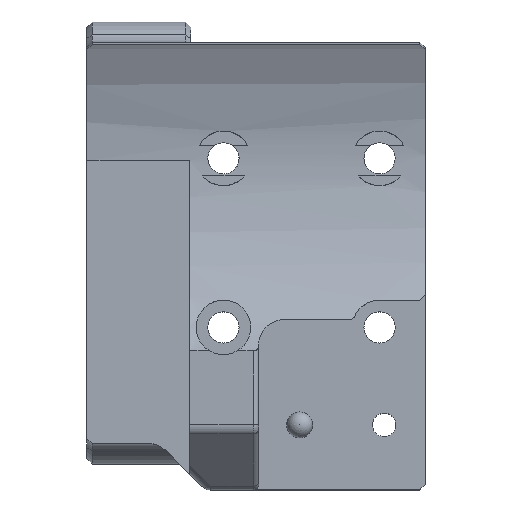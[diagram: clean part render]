
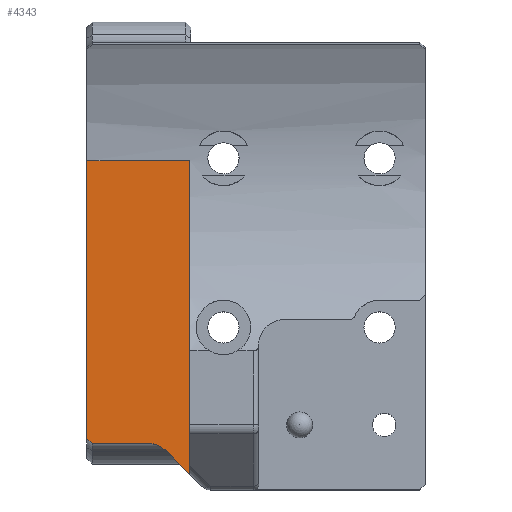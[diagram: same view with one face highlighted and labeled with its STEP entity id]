
A CAD part, top view. The second image highlights one B-rep face of the part: STEP entity #4343.
In plain terms, the highlighted planar face has unit normal (0, 0, 1).
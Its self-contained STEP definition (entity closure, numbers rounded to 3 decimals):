
#217=FACE_OUTER_BOUND('',#470,.T.);
#470=EDGE_LOOP('',(#2872,#2873,#2874,#2875,#2876,#2877,#2878));
#758=LINE('',#6381,#1166);
#762=LINE('',#6394,#1170);
#763=LINE('',#6396,#1171);
#764=LINE('',#6398,#1172);
#765=LINE('',#6401,#1173);
#766=LINE('',#6402,#1174);
#1166=VECTOR('',#5067,10.);
#1170=VECTOR('',#5077,10.);
#1171=VECTOR('',#5078,10.);
#1172=VECTOR('',#5079,10.);
#1173=VECTOR('',#5082,10.);
#1174=VECTOR('',#5083,10.);
#1576=CIRCLE('',#4614,2.);
#1769=VERTEX_POINT('',#6377);
#1771=VERTEX_POINT('',#6380);
#1776=VERTEX_POINT('',#6392);
#1777=VERTEX_POINT('',#6393);
#1778=VERTEX_POINT('',#6395);
#1779=VERTEX_POINT('',#6397);
#1780=VERTEX_POINT('',#6399);
#2192=EDGE_CURVE('',#1769,#1771,#758,.T.);
#2198=EDGE_CURVE('',#1776,#1777,#762,.T.);
#2199=EDGE_CURVE('',#1778,#1776,#763,.T.);
#2200=EDGE_CURVE('',#1779,#1778,#764,.T.);
#2201=EDGE_CURVE('',#1780,#1779,#1576,.T.);
#2202=EDGE_CURVE('',#1771,#1780,#765,.T.);
#2203=EDGE_CURVE('',#1769,#1777,#766,.T.);
#2872=ORIENTED_EDGE('',*,*,#2198,.F.);
#2873=ORIENTED_EDGE('',*,*,#2199,.F.);
#2874=ORIENTED_EDGE('',*,*,#2200,.F.);
#2875=ORIENTED_EDGE('',*,*,#2201,.F.);
#2876=ORIENTED_EDGE('',*,*,#2202,.F.);
#2877=ORIENTED_EDGE('',*,*,#2192,.F.);
#2878=ORIENTED_EDGE('',*,*,#2203,.T.);
#4214=PLANE('',#4613);
#4343=ADVANCED_FACE('',(#217),#4214,.T.);
#4613=AXIS2_PLACEMENT_3D('',#6391,#5075,#5076);
#4614=AXIS2_PLACEMENT_3D('',#6400,#5080,#5081);
#5067=DIRECTION('',(0.,-1.,0.));
#5075=DIRECTION('center_axis',(0.,0.,1.));
#5076=DIRECTION('ref_axis',(0.,-1.,0.));
#5077=DIRECTION('',(0.,1.,0.));
#5078=DIRECTION('',(-0.707,0.707,0.));
#5079=DIRECTION('',(-1.,0.,0.));
#5080=DIRECTION('center_axis',(0.,0.,1.));
#5081=DIRECTION('ref_axis',(0.,-1.,0.));
#5082=DIRECTION('',(-0.707,0.707,0.));
#5083=DIRECTION('',(-1.,0.,0.));
#6377=CARTESIAN_POINT('',(21.36,6.314,38.463));
#6380=CARTESIAN_POINT('',(21.36,-17.8,38.463));
#6381=CARTESIAN_POINT('',(21.36,-8.686,38.463));
#6391=CARTESIAN_POINT('Origin',(15.36,-8.686,38.463));
#6392=CARTESIAN_POINT('',(13.46,-15.,38.463));
#6393=CARTESIAN_POINT('',(13.46,6.314,38.463));
#6394=CARTESIAN_POINT('',(13.46,-12.043,38.463));
#6395=CARTESIAN_POINT('',(13.86,-15.4,38.463));
#6396=CARTESIAN_POINT('',(12.357,-13.897,38.463));
#6397=CARTESIAN_POINT('',(18.132,-15.4,38.463));
#6398=CARTESIAN_POINT('',(7.68,-15.4,38.463));
#6399=CARTESIAN_POINT('',(19.546,-15.986,38.463));
#6400=CARTESIAN_POINT('Origin',(18.132,-17.4,38.463));
#6401=CARTESIAN_POINT('',(16.382,-12.822,38.463));
#6402=CARTESIAN_POINT('',(30.86,6.314,38.463));
